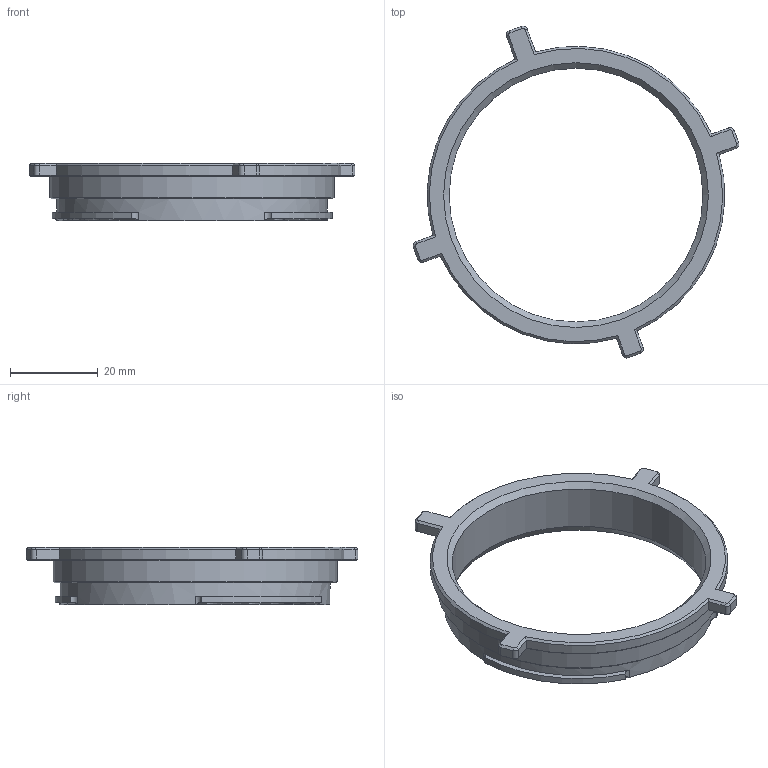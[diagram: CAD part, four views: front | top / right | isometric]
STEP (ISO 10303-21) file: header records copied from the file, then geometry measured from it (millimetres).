
FILE_DESCRIPTION(/* description */ ('Unknown'),/* implementation_level */ '2;1');
FILE_NAME(/* name */ 'nishiKodak-fujiGFX_mountFlange',/* time_stamp */ '2025-04-08T09:56:19-10:00',/* author */ ('Unknown'),/* organization */ ('Unknown'),/* preprocessor_version */ 'ST-DEVELOPER v18.1',/* originating_system */ 'Solid Edge',/* authorisation */ 'Unknown');
FILE_SCHEMA (('AUTOMOTIVE_DESIGN {1 0 10303 214 3 1 1}'));
Length unit declared in the file: millimetre
Products named in the file (2): nishiKodak; nishiKodak_GFX_mountFlange
Assembly tree (1 placements, depth 2):
  nishiKodak
    nishiKodak_GFX_mountFlange
Bounding box: 74.44 x 75.85 x 13.15 mm (x, y, z)
Volume: 8352.9 mm3; surface area: 7219.1 mm2
Topology: 1 solids, 1 shells, 100 faces, 234 edges, 138 vertices
Faces by surface type: plane 46, cone 27, cylinder 24, torus 3
Full cylindrical faces by diameter (mm): 58 x1, 61.7 x1, 64.9 x1
Entity records: 2827 total; most frequent: CARTESIAN_POINT 532, DIRECTION 492, ORIENTED_EDGE 448, EDGE_CURVE 224, AXIS2_PLACEMENT_3D 188, VERTEX_POINT 134, LINE 116, VECTOR 116
